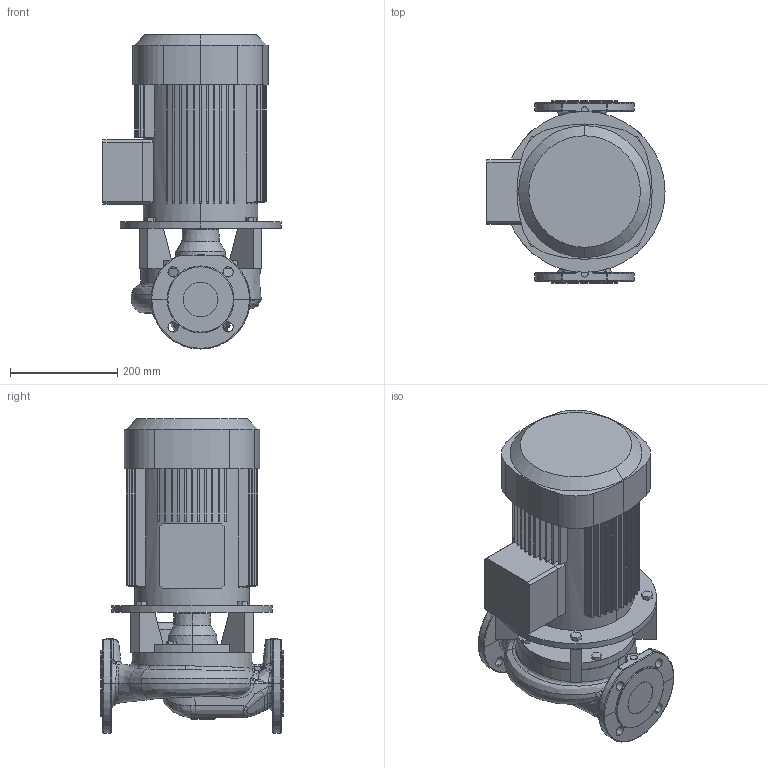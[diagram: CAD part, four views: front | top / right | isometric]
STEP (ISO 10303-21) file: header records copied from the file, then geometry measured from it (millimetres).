
FILE_DESCRIPTION (( 'STEP AP203' ), '1' );
FILE_NAME ('VariA 65-27.STEP', '2014-07-08T11:08:16', ( '' ), ( '' ), 'SwSTEP 2.0', 'SolidWorks 2011', '' );
FILE_SCHEMA (( 'CONFIG_CONTROL_DESIGN' ));
Length unit declared in the file: millimetre
Products named in the file (1): VariA 65-27
Bounding box: 332 x 340 x 585.5 mm (x, y, z)
Volume: 23020686 mm3; surface area: 1220849.6 mm2
Topology: 4 solids, 4 shells, 679 faces, 1756 edges, 1097 vertices
Faces by surface type: plane 240, bspline 177, cylinder 150, cone 74, torus 23, sphere 15
Entity records: 40815 total; most frequent: CARTESIAN_POINT 25659, ORIENTED_EDGE 3474, DIRECTION 2700, EDGE_CURVE 1737, VERTEX_POINT 1097, AXIS2_PLACEMENT_3D 999, EDGE_LOOP 726, LINE 702
